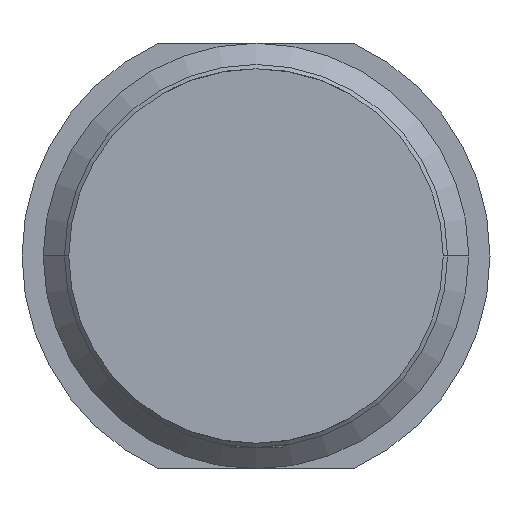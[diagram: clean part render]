
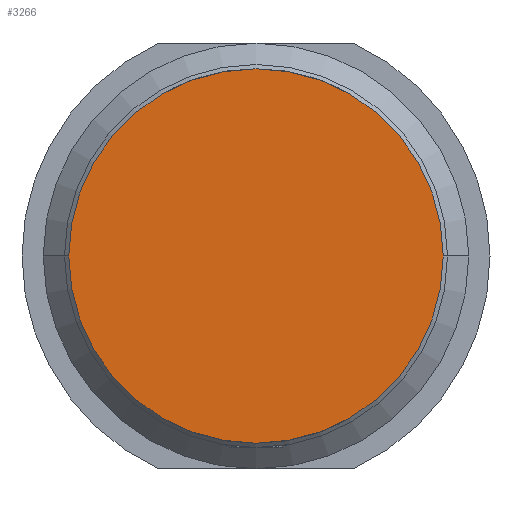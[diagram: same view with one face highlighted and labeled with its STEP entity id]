
A CAD part, front view. The second image highlights one B-rep face of the part: STEP entity #3266.
In plain terms, the highlighted planar face has unit normal (0, -1, 0).
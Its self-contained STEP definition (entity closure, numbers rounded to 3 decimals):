
#206 = EDGE_CURVE ( 'Defeature ausgef�hrt1_12+Defeature ausgef�hrt1_19+Defeature ausgef�hrt1_19+Defeature ausgef�hrt1_19', #609, #948, #2518, .T. ) ;
#267 = CIRCLE ( 'NONE', #3827, 2.2 ) ;
#609 = VERTEX_POINT ( 'NONE', #2790 ) ;
#810 = DIRECTION ( 'NONE',  ( 0., 1., 0. ) ) ;
#824 = DIRECTION ( 'NONE',  ( 1., 0., 0. ) ) ;
#948 = VERTEX_POINT ( 'NONE', #1360 ) ;
#1140 = CARTESIAN_POINT ( 'NONE',  ( 0., 0., -1.9 ) ) ;
#1360 = CARTESIAN_POINT ( 'NONE',  ( -2.2, 0., 0. ) ) ;
#1404 = ORIENTED_EDGE ( 'NONE', *, *, #3195, .T. ) ;
#1581 = DIRECTION ( 'NONE',  ( -1., 0., 0. ) ) ;
#1752 = DIRECTION ( 'NONE',  ( -1., 0., 0. ) ) ;
#1769 = FACE_OUTER_BOUND ( 'NONE', #3051, .T. ) ;
#1961 = AXIS2_PLACEMENT_3D ( 'NONE', #4192, #3168, #1581 ) ;
#2063 = PLANE ( 'NONE',  #3395 ) ;
#2518 = CIRCLE ( 'NONE', #1961, 2.2 ) ;
#2790 = CARTESIAN_POINT ( 'NONE',  ( 2.2, 0., 0. ) ) ;
#3018 = CARTESIAN_POINT ( 'NONE',  ( 0., 0., 0. ) ) ;
#3051 = EDGE_LOOP ( 'NONE', ( #1404, #3766 ) ) ;
#3168 = DIRECTION ( 'NONE',  ( 0., -1., 0. ) ) ;
#3195 = EDGE_CURVE ( 'Defeature ausgef�hrt1_12+Defeature ausgef�hrt1_19+Defeature ausgef�hrt1_19+Defeature ausgef�hrt1_19', #948, #609, #267, .T. ) ;
#3266 = ADVANCED_FACE ( 'Defeature ausgef�hrt1_12', ( #1769 ), #2063, .F. ) ;
#3395 = AXIS2_PLACEMENT_3D ( 'NONE', #1140, #810, #824 ) ;
#3676 = DIRECTION ( 'NONE',  ( 0., -1., 0. ) ) ;
#3766 = ORIENTED_EDGE ( 'NONE', *, *, #206, .T. ) ;
#3827 = AXIS2_PLACEMENT_3D ( 'NONE', #3018, #3676, #1752 ) ;
#4192 = CARTESIAN_POINT ( 'NONE',  ( 0., 0., 0. ) ) ;
